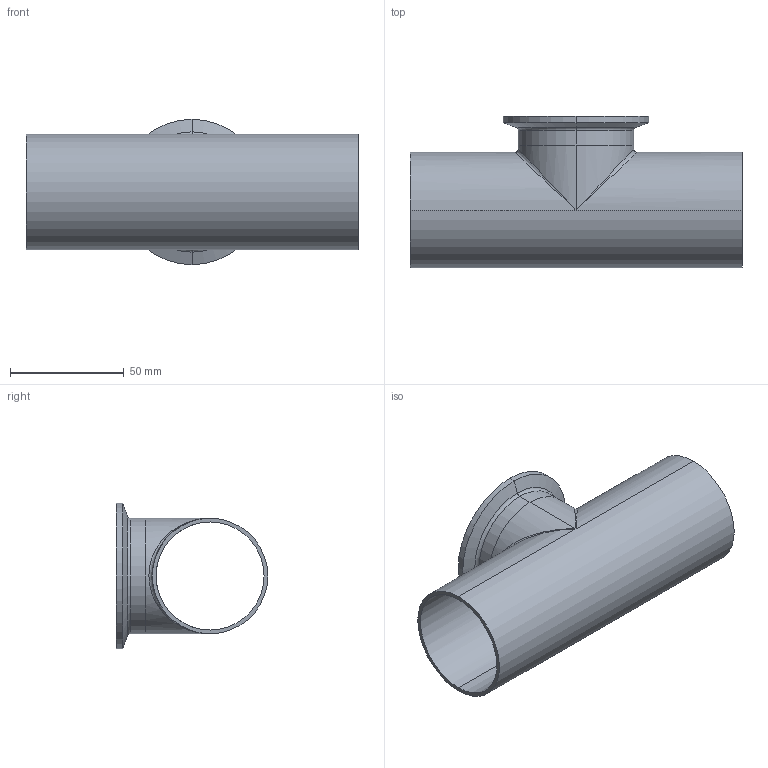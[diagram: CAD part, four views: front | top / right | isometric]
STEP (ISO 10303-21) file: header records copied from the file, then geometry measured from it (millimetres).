
FILE_DESCRIPTION (( 'STEP AP214' ), '1' );
FILE_NAME ('DT15 50.8 B.STEP', '2014-03-17T02:12:46', ( '' ), ( '' ), 'SwSTEP 2.0', 'SolidWorks 2013', '' );
FILE_SCHEMA (( 'AUTOMOTIVE_DESIGN' ));
Length unit declared in the file: inch
Products named in the file (3): DT15 50.8 B; 15 50.8; DT15 50.8
Assembly tree (2 placements, depth 2):
  DT15 50.8 B
    DT15 50.8
    15 50.8
Bounding box: 146 x 66.7 x 63.91 mm (x, y, z)
Volume: 43779.7 mm3; surface area: 51688.9 mm2
Topology: 2 solids, 2 shells, 44 faces, 94 edges, 46 vertices
Faces by surface type: cylinder 16, torus 12, plane 6, cone 6, bspline 4
Entity records: 1636 total; most frequent: CARTESIAN_POINT 609, DIRECTION 222, ORIENTED_EDGE 172, AXIS2_PLACEMENT_3D 99, EDGE_CURVE 86, CIRCLE 54, EDGE_LOOP 50, VERTEX_POINT 46
